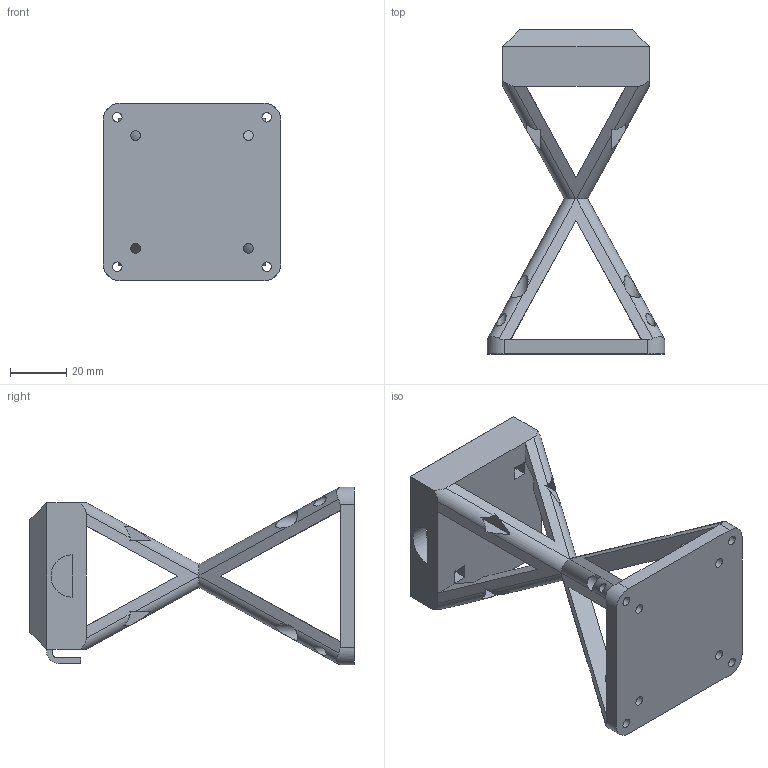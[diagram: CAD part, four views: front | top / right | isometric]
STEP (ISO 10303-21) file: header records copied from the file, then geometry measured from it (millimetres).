
FILE_DESCRIPTION(/* description */ (''),/* implementation_level */ '2;1');
FILE_NAME(/* name */ 'LidarStandV2 v1.step',/* time_stamp */ '2024-10-17T17:06:49-07:00',/* author */ (''),/* organization */ (''),/* preprocessor_version */ 'ST-DEVELOPER v20',/* originating_system */ 'Autodesk Translation Framework v13.20.0.188',/* authorisation */ '');
FILE_SCHEMA (('AUTOMOTIVE_DESIGN { 1 0 10303 214 3 1 1 }'));
Length unit declared in the file: millimetre
Products named in the file (1): LidarStandV2
Bounding box: 63 x 115 x 63 mm (x, y, z)
Volume: 65105.4 mm3; surface area: 33784.2 mm2
Topology: 1 solids, 1 shells, 446 faces, 1339 edges, 878 vertices
Faces by surface type: bspline 306, plane 105, cylinder 35
Full cylindrical faces by diameter (mm): 3.4 x8, 6 x4
Entity records: 16116 total; most frequent: CARTESIAN_POINT 6998, ORIENTED_EDGE 2678, EDGE_CURVE 1339, DIRECTION 1063, VERTEX_POINT 878, LINE 625, VECTOR 625, EDGE_LOOP 483
